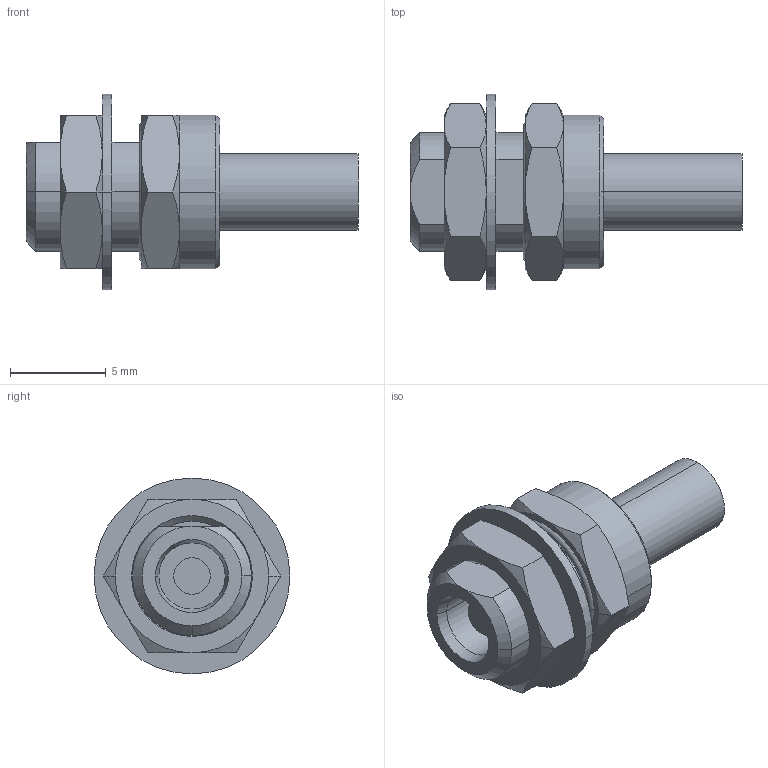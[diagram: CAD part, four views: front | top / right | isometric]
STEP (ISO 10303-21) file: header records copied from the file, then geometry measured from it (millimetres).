
FILE_DESCRIPTION (( 'STEP AP214' ), '1' );
FILE_NAME ('FMCN5412_3D.step', '2025-04-21T20:38:03', ( '' ), ( '' ), 'SwSTEP 2.0', 'SolidWorks 2022', '' );
FILE_SCHEMA (( 'AUTOMOTIVE_DESIGN' ));
Length unit declared in the file: inch
Products named in the file (6): SMA8500-4^FMCN5412; MCX8105-0316^FMCN5412; PE517878_FERRULE^FMCN5412; SMA8500-5^FMCN5412; FMCN5412_3D; BNC8500A1-6^FMCN5412
Assembly tree (5 placements, depth 2):
  FMCN5412_3D
    MCX8105-0316^FMCN5412
    BNC8500A1-6^FMCN5412
    SMA8500-4^FMCN5412
    SMA8500-5^FMCN5412
    PE517878_FERRULE^FMCN5412
Bounding box: 17.3 x 10.2 x 10.2 mm (x, y, z)
Volume: 487.7 mm3; surface area: 927.4 mm2
Topology: 5 solids, 5 shells, 152 faces, 356 edges, 220 vertices
Faces by surface type: plane 50, cylinder 49, cone 31, sphere 16, torus 6
Entity records: 4692 total; most frequent: DIRECTION 838, CARTESIAN_POINT 818, ORIENTED_EDGE 712, EDGE_CURVE 356, AXIS2_PLACEMENT_3D 348, VERTEX_POINT 220, CIRCLE 188, EDGE_LOOP 166
